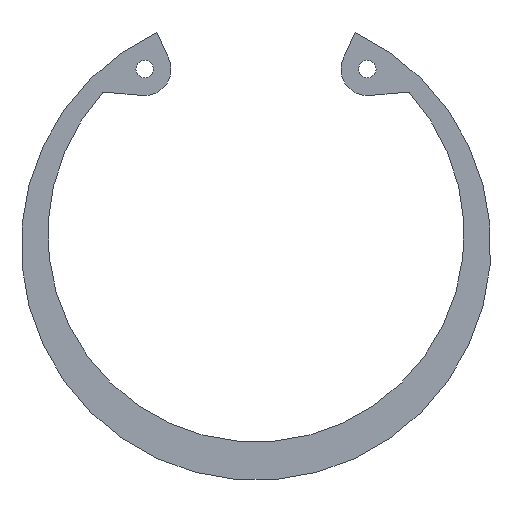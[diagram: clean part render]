
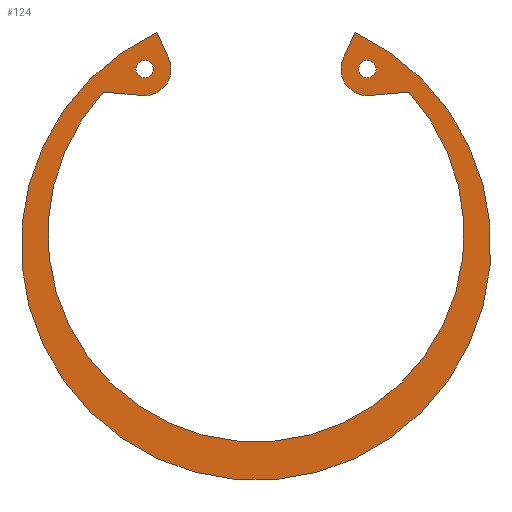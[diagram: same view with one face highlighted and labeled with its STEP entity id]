
A CAD part, front view. The second image highlights one B-rep face of the part: STEP entity #124.
In plain terms, the highlighted planar face has unit normal (0, -1, 0).
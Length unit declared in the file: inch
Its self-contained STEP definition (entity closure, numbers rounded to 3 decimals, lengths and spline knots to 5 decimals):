
#9 = EDGE_CURVE ( 'NONE', #10, #11, #456, .T. ) ;
#10 = VERTEX_POINT ( 'NONE', #452 ) ;
#11 = VERTEX_POINT ( 'NONE', #451 ) ;
#13 = VERTEX_POINT ( 'NONE', #449 ) ;
#16 = EDGE_CURVE ( 'NONE', #13, #191, #444, .T. ) ;
#23 = VERTEX_POINT ( 'NONE', #439 ) ;
#47 = EDGE_CURVE ( 'NONE', #48, #49, #341, .T. ) ;
#48 = VERTEX_POINT ( 'NONE', #332 ) ;
#49 = VERTEX_POINT ( 'NONE', #331 ) ;
#65 = ORIENTED_EDGE ( 'NONE', *, *, #79, .F. ) ;
#66 = ORIENTED_EDGE ( 'NONE', *, *, #138, .F. ) ;
#67 = ORIENTED_EDGE ( 'NONE', *, *, #115, .F. ) ;
#68 = ORIENTED_EDGE ( 'NONE', *, *, #154, .F. ) ;
#69 = ORIENTED_EDGE ( 'NONE', *, *, #122, .F. ) ;
#79 = EDGE_CURVE ( 'NONE', #80, #205, #397, .T. ) ;
#80 = VERTEX_POINT ( 'NONE', #393 ) ;
#94 = EDGE_CURVE ( 'NONE', #95, #23, #428, .T. ) ;
#95 = VERTEX_POINT ( 'NONE', #424 ) ;
#115 = EDGE_CURVE ( 'NONE', #147, #136, #398, .T. ) ;
#120 = EDGE_CURVE ( 'NONE', #162, #11, #291, .T. ) ;
#122 = EDGE_CURVE ( 'NONE', #194, #152, #287, .T. ) ;
#124 = ADVANCED_FACE ( 'NONE', ( #283, #282, #281 ), #280, .T. ) ;
#125 = EDGE_LOOP ( 'NONE', ( #126, #128 ) ) ;
#126 = ORIENTED_EDGE ( 'NONE', *, *, #127, .T. ) ;
#127 = EDGE_CURVE ( 'NONE', #49, #48, #274, .T. ) ;
#128 = ORIENTED_EDGE ( 'NONE', *, *, #47, .T. ) ;
#129 = EDGE_LOOP ( 'NONE', ( #130, #163 ) ) ;
#130 = ORIENTED_EDGE ( 'NONE', *, *, #131, .T. ) ;
#131 = EDGE_CURVE ( 'NONE', #23, #95, #263, .T. ) ;
#136 = VERTEX_POINT ( 'NONE', #249 ) ;
#138 = EDGE_CURVE ( 'NONE', #136, #80, #247, .T. ) ;
#147 = VERTEX_POINT ( 'NONE', #228 ) ;
#152 = VERTEX_POINT ( 'NONE', #636 ) ;
#154 = EDGE_CURVE ( 'NONE', #152, #147, #589, .T. ) ;
#162 = VERTEX_POINT ( 'NONE', #526 ) ;
#163 = ORIENTED_EDGE ( 'NONE', *, *, #94, .T. ) ;
#164 = EDGE_LOOP ( 'NONE', ( #165, #166, #167, #169, #170, #171, #173, #65, #66, #67, #68, #69 ) ) ;
#165 = ORIENTED_EDGE ( 'NONE', *, *, #193, .F. ) ;
#166 = ORIENTED_EDGE ( 'NONE', *, *, #16, .F. ) ;
#167 = ORIENTED_EDGE ( 'NONE', *, *, #168, .T. ) ;
#168 = EDGE_CURVE ( 'NONE', #13, #10, #525, .T. ) ;
#169 = ORIENTED_EDGE ( 'NONE', *, *, #9, .T. ) ;
#170 = ORIENTED_EDGE ( 'NONE', *, *, #120, .F. ) ;
#171 = ORIENTED_EDGE ( 'NONE', *, *, #172, .T. ) ;
#172 = EDGE_CURVE ( 'NONE', #162, #204, #520, .T. ) ;
#173 = ORIENTED_EDGE ( 'NONE', *, *, #203, .T. ) ;
#191 = VERTEX_POINT ( 'NONE', #664 ) ;
#193 = EDGE_CURVE ( 'NONE', #191, #194, #663, .T. ) ;
#194 = VERTEX_POINT ( 'NONE', #658 ) ;
#203 = EDGE_CURVE ( 'NONE', #204, #205, #635, .T. ) ;
#204 = VERTEX_POINT ( 'NONE', #631 ) ;
#205 = VERTEX_POINT ( 'NONE', #630 ) ;
#228 = CARTESIAN_POINT ( 'NONE',  ( -0.52616, -0.078, 1.12835 ) ) ;
#243 = DIRECTION ( 'NONE',  ( 0., 0., 1. ) ) ;
#244 = DIRECTION ( 'NONE',  ( 0., 1., 0. ) ) ;
#245 = CARTESIAN_POINT ( 'NONE',  ( -0.59011, -0.078, 0.93423 ) ) ;
#246 = AXIS2_PLACEMENT_3D ( 'NONE', #245, #244, #243 ) ;
#247 = CIRCLE ( 'NONE', #246, 0.14 ) ;
#249 = CARTESIAN_POINT ( 'NONE',  ( -0.46323, -0.078, 0.9934 ) ) ;
#260 = DIRECTION ( 'NONE',  ( 0., 0., 1. ) ) ;
#261 = DIRECTION ( 'NONE',  ( 0., 1., 0. ) ) ;
#262 = AXIS2_PLACEMENT_3D ( 'NONE', #275, #261, #260 ) ;
#263 = CIRCLE ( 'NONE', #262, 0.0465 ) ;
#264 = CARTESIAN_POINT ( 'NONE',  ( 0.80392, -0.078, 0.80237 ) ) ;
#270 = DIRECTION ( 'NONE',  ( 0., 0., 1. ) ) ;
#271 = DIRECTION ( 'NONE',  ( 0., 1., 0. ) ) ;
#272 = CARTESIAN_POINT ( 'NONE',  ( -0.59011, -0.078, 0.93423 ) ) ;
#273 = AXIS2_PLACEMENT_3D ( 'NONE', #272, #271, #270 ) ;
#274 = CIRCLE ( 'NONE', #273, 0.0465 ) ;
#275 = CARTESIAN_POINT ( 'NONE',  ( 0.59011, -0.078, 0.93423 ) ) ;
#276 = DIRECTION ( 'NONE',  ( 0., 0., -1. ) ) ;
#277 = DIRECTION ( 'NONE',  ( 0., -1., 0. ) ) ;
#278 = CARTESIAN_POINT ( 'NONE',  ( 0.59011, -0.078, 0.93423 ) ) ;
#279 = AXIS2_PLACEMENT_3D ( 'NONE', #278, #277, #276 ) ;
#280 = PLANE ( 'NONE',  #279 ) ;
#281 = FACE_OUTER_BOUND ( 'NONE', #164, .T. ) ;
#282 = FACE_BOUND ( 'NONE', #129, .T. ) ;
#283 = FACE_BOUND ( 'NONE', #125, .T. ) ;
#284 = DIRECTION ( 'NONE',  ( 0.423, 0., 0.906 ) ) ;
#285 = VECTOR ( 'NONE', #284, 39.37008 ) ;
#286 = CARTESIAN_POINT ( 'NONE',  ( 0.52616, -0.078, 1.12835 ) ) ;
#287 = LINE ( 'NONE', #286, #285 ) ;
#288 = DIRECTION ( 'NONE',  ( 0., 0., 1. ) ) ;
#289 = DIRECTION ( 'NONE',  ( 0., -1., 0. ) ) ;
#290 = AXIS2_PLACEMENT_3D ( 'NONE', #296, #289, #288 ) ;
#291 = CIRCLE ( 'NONE', #290, 1.10334 ) ;
#296 = CARTESIAN_POINT ( 'NONE',  ( 0., -0.078, 0.06134 ) ) ;
#299 = DIRECTION ( 'NONE',  ( 0.423, 0., -0.906 ) ) ;
#300 = VECTOR ( 'NONE', #299, 39.37008 ) ;
#331 = CARTESIAN_POINT ( 'NONE',  ( -0.59011, -0.078, 0.98073 ) ) ;
#332 = CARTESIAN_POINT ( 'NONE',  ( -0.59011, -0.078, 0.88773 ) ) ;
#333 = DIRECTION ( 'NONE',  ( 0., 0., 1. ) ) ;
#334 = DIRECTION ( 'NONE',  ( 0., 1., 0. ) ) ;
#335 = CARTESIAN_POINT ( 'NONE',  ( -0.59011, -0.078, 0.93423 ) ) ;
#336 = AXIS2_PLACEMENT_3D ( 'NONE', #335, #334, #333 ) ;
#341 = CIRCLE ( 'NONE', #336, 0.0465 ) ;
#372 = CARTESIAN_POINT ( 'NONE',  ( 0.59011, -0.078, 0.93423 ) ) ;
#393 = CARTESIAN_POINT ( 'NONE',  ( -0.60231, -0.078, 0.79477 ) ) ;
#394 = DIRECTION ( 'NONE',  ( -0.996, 0., 0.087 ) ) ;
#395 = VECTOR ( 'NONE', #394, 39.37008 ) ;
#396 = CARTESIAN_POINT ( 'NONE',  ( -0.80793, -0.078, 0.81275 ) ) ;
#397 = LINE ( 'NONE', #396, #395 ) ;
#398 = LINE ( 'NONE', #404, #300 ) ;
#404 = CARTESIAN_POINT ( 'NONE',  ( -0.52616, -0.078, 1.12835 ) ) ;
#424 = CARTESIAN_POINT ( 'NONE',  ( 0.59011, -0.078, 0.88773 ) ) ;
#425 = DIRECTION ( 'NONE',  ( 0., 0., 1. ) ) ;
#426 = DIRECTION ( 'NONE',  ( 0., 1., 0. ) ) ;
#427 = AXIS2_PLACEMENT_3D ( 'NONE', #372, #426, #425 ) ;
#428 = CIRCLE ( 'NONE', #427, 0.0465 ) ;
#439 = CARTESIAN_POINT ( 'NONE',  ( 0.59011, -0.078, 0.98073 ) ) ;
#441 = DIRECTION ( 'NONE',  ( -0.996, 0., -0.087 ) ) ;
#442 = VECTOR ( 'NONE', #441, 39.37008 ) ;
#443 = CARTESIAN_POINT ( 'NONE',  ( 0.80793, -0.078, 0.81275 ) ) ;
#444 = LINE ( 'NONE', #443, #442 ) ;
#449 = CARTESIAN_POINT ( 'NONE',  ( 0.80305, -0.078, 0.81233 ) ) ;
#451 = CARTESIAN_POINT ( 'NONE',  ( 0.81127, -0.078, 0.80914 ) ) ;
#452 = CARTESIAN_POINT ( 'NONE',  ( 0.80392, -0.078, 0.81237 ) ) ;
#453 = DIRECTION ( 'NONE',  ( 0., 0., -1. ) ) ;
#454 = DIRECTION ( 'NONE',  ( 0., 1., 0. ) ) ;
#455 = AXIS2_PLACEMENT_3D ( 'NONE', #264, #454, #453 ) ;
#456 = CIRCLE ( 'NONE', #455, 0.01 ) ;
#508 = DIRECTION ( 'NONE',  ( 0., 0., 1. ) ) ;
#509 = DIRECTION ( 'NONE',  ( 0., 1., 0. ) ) ;
#510 = CARTESIAN_POINT ( 'NONE',  ( 0., -0.078, 0. ) ) ;
#516 = DIRECTION ( 'NONE',  ( 0., 0., -1. ) ) ;
#517 = DIRECTION ( 'NONE',  ( 0., 1., 0. ) ) ;
#518 = CARTESIAN_POINT ( 'NONE',  ( -0.80392, -0.078, 0.80237 ) ) ;
#519 = AXIS2_PLACEMENT_3D ( 'NONE', #518, #517, #516 ) ;
#520 = CIRCLE ( 'NONE', #519, 0.01 ) ;
#521 = DIRECTION ( 'NONE',  ( 0., 0., -1. ) ) ;
#522 = DIRECTION ( 'NONE',  ( 0., 1., 0. ) ) ;
#523 = CARTESIAN_POINT ( 'NONE',  ( 0.80392, -0.078, 0.80237 ) ) ;
#524 = AXIS2_PLACEMENT_3D ( 'NONE', #523, #522, #521 ) ;
#525 = CIRCLE ( 'NONE', #524, 0.01 ) ;
#526 = CARTESIAN_POINT ( 'NONE',  ( -0.81127, -0.078, 0.80914 ) ) ;
#588 = AXIS2_PLACEMENT_3D ( 'NONE', #510, #509, #508 ) ;
#589 = CIRCLE ( 'NONE', #588, 1.245 ) ;
#630 = CARTESIAN_POINT ( 'NONE',  ( -0.80305, -0.078, 0.81233 ) ) ;
#631 = CARTESIAN_POINT ( 'NONE',  ( -0.80392, -0.078, 0.81237 ) ) ;
#632 = DIRECTION ( 'NONE',  ( 0., 0., -1. ) ) ;
#633 = DIRECTION ( 'NONE',  ( 0., 1., 0. ) ) ;
#634 = AXIS2_PLACEMENT_3D ( 'NONE', #642, #633, #632 ) ;
#635 = CIRCLE ( 'NONE', #634, 0.01 ) ;
#636 = CARTESIAN_POINT ( 'NONE',  ( 0.52616, -0.078, 1.12835 ) ) ;
#642 = CARTESIAN_POINT ( 'NONE',  ( -0.80392, -0.078, 0.80237 ) ) ;
#658 = CARTESIAN_POINT ( 'NONE',  ( 0.46323, -0.078, 0.9934 ) ) ;
#659 = DIRECTION ( 'NONE',  ( 0., 0., -1. ) ) ;
#660 = DIRECTION ( 'NONE',  ( 0., 1., 0. ) ) ;
#661 = CARTESIAN_POINT ( 'NONE',  ( 0.59011, -0.078, 0.93423 ) ) ;
#662 = AXIS2_PLACEMENT_3D ( 'NONE', #661, #660, #659 ) ;
#663 = CIRCLE ( 'NONE', #662, 0.14 ) ;
#664 = CARTESIAN_POINT ( 'NONE',  ( 0.60231, -0.078, 0.79477 ) ) ;
